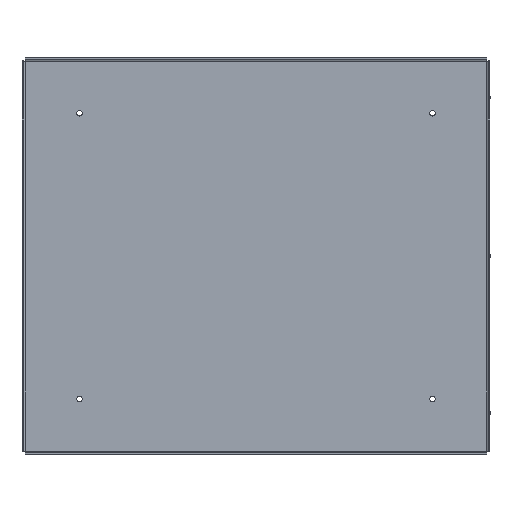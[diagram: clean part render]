
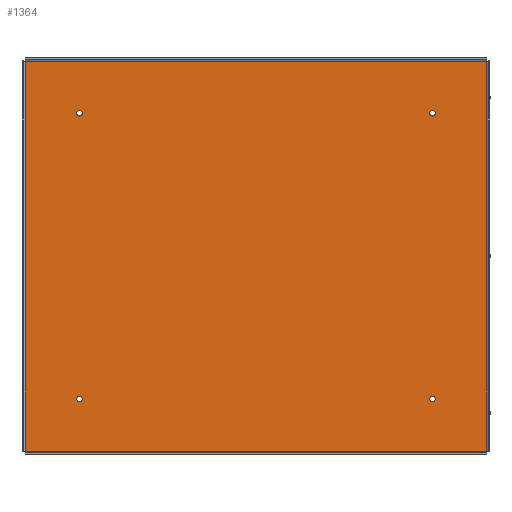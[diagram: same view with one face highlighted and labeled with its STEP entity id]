
A CAD part, top view. The second image highlights one B-rep face of the part: STEP entity #1364.
In plain terms, the highlighted planar face has unit normal (0, 0, 1).
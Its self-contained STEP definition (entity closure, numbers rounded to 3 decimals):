
#75=FACE_BOUND('',#307,.T.);
#76=FACE_BOUND('',#308,.T.);
#77=FACE_BOUND('',#309,.T.);
#78=FACE_BOUND('',#310,.T.);
#106=PLANE('',#1524);
#174=FACE_OUTER_BOUND('',#306,.T.);
#306=EDGE_LOOP('',(#1215,#1216,#1217,#1218));
#307=EDGE_LOOP('',(#1219));
#308=EDGE_LOOP('',(#1220));
#309=EDGE_LOOP('',(#1221));
#310=EDGE_LOOP('',(#1222));
#412=LINE('',#2274,#514);
#414=LINE('',#2286,#516);
#417=LINE('',#2296,#519);
#418=LINE('',#2297,#520);
#514=VECTOR('',#1884,10.);
#516=VECTOR('',#1902,10.);
#519=VECTOR('',#1915,10.);
#520=VECTOR('',#1916,10.);
#548=CIRCLE('',#1425,1.65);
#550=CIRCLE('',#1428,1.65);
#552=CIRCLE('',#1431,1.65);
#554=CIRCLE('',#1434,1.65);
#628=VERTEX_POINT('',#2023);
#630=VERTEX_POINT('',#2029);
#632=VERTEX_POINT('',#2035);
#634=VERTEX_POINT('',#2041);
#708=VERTEX_POINT('',#2260);
#709=VERTEX_POINT('',#2264);
#712=VERTEX_POINT('',#2285);
#714=VERTEX_POINT('',#2295);
#753=EDGE_CURVE('',#628,#628,#548,.T.);
#756=EDGE_CURVE('',#630,#630,#550,.T.);
#759=EDGE_CURVE('',#632,#632,#552,.T.);
#762=EDGE_CURVE('',#634,#634,#554,.T.);
#876=EDGE_CURVE('',#708,#709,#412,.T.);
#882=EDGE_CURVE('',#712,#708,#414,.T.);
#887=EDGE_CURVE('',#709,#714,#417,.T.);
#888=EDGE_CURVE('',#714,#712,#418,.T.);
#1215=ORIENTED_EDGE('',*,*,#876,.T.);
#1216=ORIENTED_EDGE('',*,*,#887,.T.);
#1217=ORIENTED_EDGE('',*,*,#888,.T.);
#1218=ORIENTED_EDGE('',*,*,#882,.T.);
#1219=ORIENTED_EDGE('',*,*,#753,.T.);
#1220=ORIENTED_EDGE('',*,*,#756,.T.);
#1221=ORIENTED_EDGE('',*,*,#759,.T.);
#1222=ORIENTED_EDGE('',*,*,#762,.T.);
#1364=ADVANCED_FACE('',(#174,#75,#76,#77,#78),#106,.T.);
#1425=AXIS2_PLACEMENT_3D('',#2025,#1630,#1631);
#1428=AXIS2_PLACEMENT_3D('',#2031,#1637,#1638);
#1431=AXIS2_PLACEMENT_3D('',#2037,#1644,#1645);
#1434=AXIS2_PLACEMENT_3D('',#2043,#1651,#1652);
#1524=AXIS2_PLACEMENT_3D('',#2294,#1913,#1914);
#1630=DIRECTION('center_axis',(0.,0.,-1.));
#1631=DIRECTION('ref_axis',(-1.,0.,0.));
#1637=DIRECTION('center_axis',(0.,0.,-1.));
#1638=DIRECTION('ref_axis',(-1.,0.,0.));
#1644=DIRECTION('center_axis',(0.,0.,-1.));
#1645=DIRECTION('ref_axis',(-1.,0.,0.));
#1651=DIRECTION('center_axis',(0.,0.,-1.));
#1652=DIRECTION('ref_axis',(-1.,0.,0.));
#1884=DIRECTION('',(0.,1.,0.));
#1902=DIRECTION('',(1.,0.,0.));
#1913=DIRECTION('center_axis',(0.,0.,1.));
#1914=DIRECTION('ref_axis',(1.,0.,0.));
#1915=DIRECTION('',(-1.,0.,0.));
#1916=DIRECTION('',(0.,-1.,0.));
#2023=CARTESIAN_POINT('',(71.35,86.5,17.799));
#2025=CARTESIAN_POINT('Origin',(69.7,86.5,17.799));
#2029=CARTESIAN_POINT('',(-138.65,-83.5,17.799));
#2031=CARTESIAN_POINT('Origin',(-140.3,-83.5,17.799));
#2035=CARTESIAN_POINT('',(71.35,-83.5,17.799));
#2037=CARTESIAN_POINT('Origin',(69.7,-83.5,17.799));
#2041=CARTESIAN_POINT('',(-138.65,86.5,17.799));
#2043=CARTESIAN_POINT('Origin',(-140.3,86.5,17.799));
#2260=CARTESIAN_POINT('',(101.9,-114.5,17.799));
#2264=CARTESIAN_POINT('',(101.9,117.5,17.799));
#2274=CARTESIAN_POINT('',(101.9,-56.5,17.799));
#2285=CARTESIAN_POINT('',(-172.5,-114.5,17.799));
#2286=CARTESIAN_POINT('',(-87.,-114.5,17.799));
#2294=CARTESIAN_POINT('Origin',(-1.5,1.5,17.799));
#2295=CARTESIAN_POINT('',(-172.5,117.5,17.799));
#2296=CARTESIAN_POINT('',(84.,117.5,17.799));
#2297=CARTESIAN_POINT('',(-172.5,59.5,17.799));
